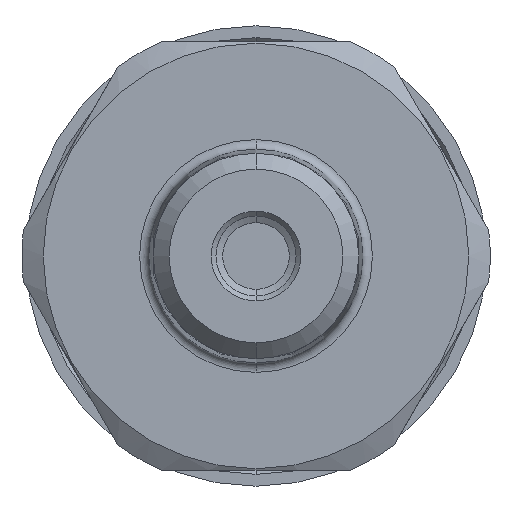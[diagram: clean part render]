
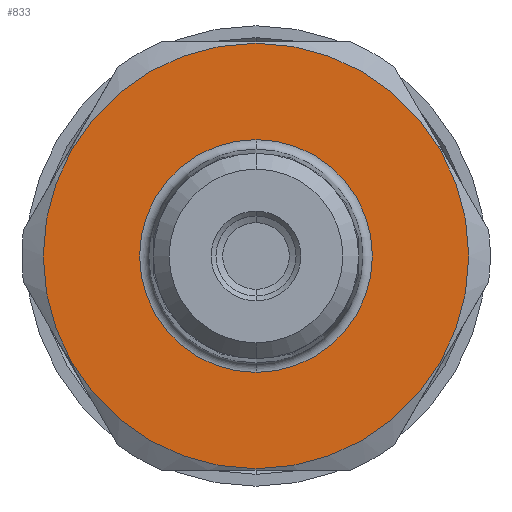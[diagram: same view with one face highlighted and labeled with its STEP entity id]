
A CAD part, front view. The second image highlights one B-rep face of the part: STEP entity #833.
In plain terms, the highlighted planar face has unit normal (0, -1, 0).
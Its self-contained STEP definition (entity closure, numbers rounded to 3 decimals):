
#198 = CARTESIAN_POINT ( 'NONE',  ( 0., 0., 0. ) ) ;
#214 = DIRECTION ( 'NONE',  ( 0., -1., 0. ) ) ;
#240 = DIRECTION ( 'NONE',  ( 0., 0., -1. ) ) ;
#286 = FACE_OUTER_BOUND ( 'NONE', #612, .T. ) ;
#373 = EDGE_CURVE ( 'NONE', #3664, #4225, #4609, .T. ) ;
#514 = CARTESIAN_POINT ( 'NONE',  ( 0., 0., 0. ) ) ;
#570 = DIRECTION ( 'NONE',  ( 0., 0., -1. ) ) ;
#588 = DIRECTION ( 'NONE',  ( 0., -1., 0. ) ) ;
#612 = EDGE_LOOP ( 'NONE', ( #3839, #2794 ) ) ;
#744 = EDGE_CURVE ( 'NONE', #3637, #3205, #2471, .T. ) ;
#766 = EDGE_CURVE ( 'NONE', #4225, #3664, #1434, .T. ) ;
#775 = CARTESIAN_POINT ( 'NONE',  ( 0., 0., 0. ) ) ;
#829 = ORIENTED_EDGE ( 'NONE', *, *, #766, .T. ) ;
#833 = ADVANCED_FACE ( 'NONE', ( #4426, #286 ), #3258, .T. ) ;
#925 = DIRECTION ( 'NONE',  ( 0., 1., 0. ) ) ;
#1332 = AXIS2_PLACEMENT_3D ( 'NONE', #3768, #3224, #4801 ) ;
#1434 = CIRCLE ( 'NONE', #2226, 7.332 ) ;
#1639 = EDGE_CURVE ( 'NONE', #3205, #3637, #3206, .T. ) ;
#1748 = CARTESIAN_POINT ( 'NONE',  ( 0., 0., 0. ) ) ;
#1757 = DIRECTION ( 'NONE',  ( 0., 0., -1. ) ) ;
#1765 = DIRECTION ( 'NONE',  ( 0., 1., 0. ) ) ;
#1784 = DIRECTION ( 'NONE',  ( 0., 0., -1. ) ) ;
#1893 = ORIENTED_EDGE ( 'NONE', *, *, #373, .T. ) ;
#1941 = AXIS2_PLACEMENT_3D ( 'NONE', #514, #588, #570 ) ;
#2112 = EDGE_LOOP ( 'NONE', ( #1893, #829 ) ) ;
#2226 = AXIS2_PLACEMENT_3D ( 'NONE', #775, #925, #1757 ) ;
#2411 = AXIS2_PLACEMENT_3D ( 'NONE', #1748, #1765, #1784 ) ;
#2471 = CIRCLE ( 'NONE', #1941, 13.4 ) ;
#2665 = CARTESIAN_POINT ( 'NONE',  ( 0., 0., -13.4 ) ) ;
#2687 = CARTESIAN_POINT ( 'NONE',  ( 0., 0., 13.4 ) ) ;
#2794 = ORIENTED_EDGE ( 'NONE', *, *, #744, .T. ) ;
#3070 = CARTESIAN_POINT ( 'NONE',  ( 0., 0., -7.332 ) ) ;
#3205 = VERTEX_POINT ( 'NONE', #2687 ) ;
#3206 = CIRCLE ( 'NONE', #3254, 13.4 ) ;
#3224 = DIRECTION ( 'NONE',  ( 0., -1., 0. ) ) ;
#3254 = AXIS2_PLACEMENT_3D ( 'NONE', #198, #214, #240 ) ;
#3258 = PLANE ( 'NONE',  #1332 ) ;
#3577 = CARTESIAN_POINT ( 'NONE',  ( 0., 0., 7.332 ) ) ;
#3637 = VERTEX_POINT ( 'NONE', #2665 ) ;
#3664 = VERTEX_POINT ( 'NONE', #3070 ) ;
#3768 = CARTESIAN_POINT ( 'NONE',  ( 13.4, 0., 0. ) ) ;
#3839 = ORIENTED_EDGE ( 'NONE', *, *, #1639, .T. ) ;
#4225 = VERTEX_POINT ( 'NONE', #3577 ) ;
#4426 = FACE_BOUND ( 'NONE', #2112, .T. ) ;
#4609 = CIRCLE ( 'NONE', #2411, 7.332 ) ;
#4801 = DIRECTION ( 'NONE',  ( 0., 0., -1. ) ) ;
